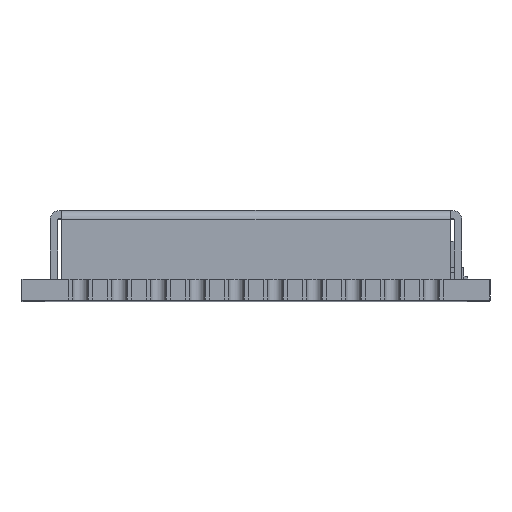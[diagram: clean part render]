
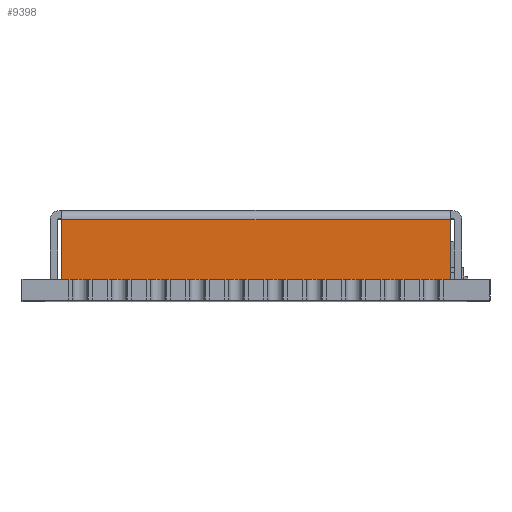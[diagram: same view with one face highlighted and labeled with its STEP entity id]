
A CAD part, top view. The second image highlights one B-rep face of the part: STEP entity #9398.
In plain terms, the highlighted planar face has unit normal (0, 0, 1).
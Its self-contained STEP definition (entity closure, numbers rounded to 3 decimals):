
#2345 = DIRECTION ( 'NONE',  ( 0., 1., 0. ) ) ;
#2463 = DIRECTION ( 'NONE',  ( 0., -1., 0. ) ) ;
#3208 = CARTESIAN_POINT ( 'NONE',  ( 7.479, 3.1, 14.5 ) ) ;
#4006 = VERTEX_POINT ( 'NONE', #28438 ) ;
#5339 = EDGE_CURVE ( 'NONE', #28627, #12380, #7321, .T. ) ;
#5845 = PLANE ( 'NONE',  #12101 ) ;
#6730 = CARTESIAN_POINT ( 'NONE',  ( -7.92, 0.8, 14.5 ) ) ;
#7321 = LINE ( 'NONE', #16230, #7814 ) ;
#7487 = VECTOR ( 'NONE', #2345, 1000. ) ;
#7799 = EDGE_CURVE ( 'NONE', #11509, #4006, #26732, .T. ) ;
#7804 = ORIENTED_EDGE ( 'NONE', *, *, #28822, .T. ) ;
#7814 = VECTOR ( 'NONE', #25128, 1000. ) ;
#7835 = CARTESIAN_POINT ( 'NONE',  ( -7.479, 3.1, 14.5 ) ) ;
#9398 = ADVANCED_FACE ( 'NONE', ( #23186 ), #5845, .F. ) ;
#9628 = CARTESIAN_POINT ( 'NONE',  ( -7.92, 34.909, 14.5 ) ) ;
#11509 = VERTEX_POINT ( 'NONE', #19611 ) ;
#11926 = LINE ( 'NONE', #16309, #17501 ) ;
#12101 = AXIS2_PLACEMENT_3D ( 'NONE', #9628, #23488, #14143 ) ;
#12380 = VERTEX_POINT ( 'NONE', #7835 ) ;
#14143 = DIRECTION ( 'NONE',  ( -1., 0., 0. ) ) ;
#15580 = EDGE_LOOP ( 'NONE', ( #28899, #27058, #7804, #27392 ) ) ;
#16098 = EDGE_CURVE ( 'NONE', #4006, #28627, #20278, .T. ) ;
#16230 = CARTESIAN_POINT ( 'NONE',  ( -7.479, 3.1, 14.5 ) ) ;
#16309 = CARTESIAN_POINT ( 'NONE',  ( -7.479, 34.909, 14.5 ) ) ;
#17202 = VECTOR ( 'NONE', #24523, 1000. ) ;
#17501 = VECTOR ( 'NONE', #2463, 1000. ) ;
#19611 = CARTESIAN_POINT ( 'NONE',  ( -7.479, 0.8, 14.5 ) ) ;
#20278 = LINE ( 'NONE', #22325, #7487 ) ;
#22325 = CARTESIAN_POINT ( 'NONE',  ( 7.479, 34.909, 14.5 ) ) ;
#23186 = FACE_OUTER_BOUND ( 'NONE', #15580, .T. ) ;
#23488 = DIRECTION ( 'NONE',  ( 0., 0., -1. ) ) ;
#24523 = DIRECTION ( 'NONE',  ( 1., 0., 0. ) ) ;
#25128 = DIRECTION ( 'NONE',  ( -1., 0., 0. ) ) ;
#26732 = LINE ( 'NONE', #6730, #17202 ) ;
#27058 = ORIENTED_EDGE ( 'NONE', *, *, #5339, .T. ) ;
#27392 = ORIENTED_EDGE ( 'NONE', *, *, #7799, .T. ) ;
#28438 = CARTESIAN_POINT ( 'NONE',  ( 7.479, 0.8, 14.5 ) ) ;
#28627 = VERTEX_POINT ( 'NONE', #3208 ) ;
#28822 = EDGE_CURVE ( 'NONE', #12380, #11509, #11926, .T. ) ;
#28899 = ORIENTED_EDGE ( 'NONE', *, *, #16098, .T. ) ;
